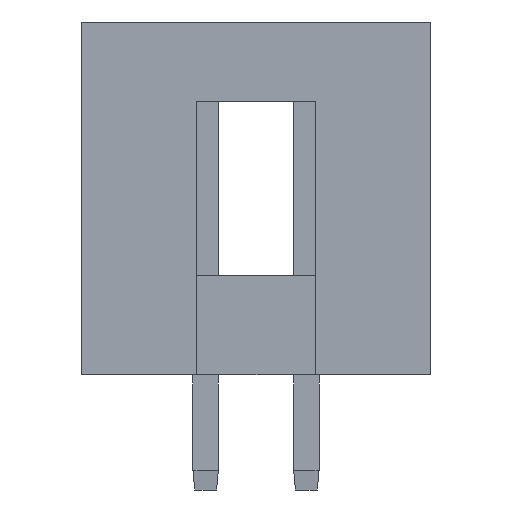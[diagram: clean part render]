
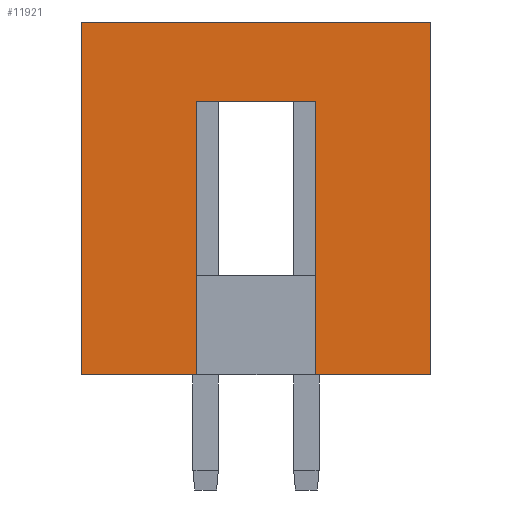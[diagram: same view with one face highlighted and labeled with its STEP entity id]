
A CAD part, left-side view. The second image highlights one B-rep face of the part: STEP entity #11921.
In plain terms, the highlighted planar face has unit normal (-1, 0, 0).
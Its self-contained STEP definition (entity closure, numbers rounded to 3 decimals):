
#553 = LINE ( 'NONE', #27273, #8398 ) ;
#791 = VERTEX_POINT ( 'NONE', #27754 ) ;
#993 = VERTEX_POINT ( 'NONE', #24260 ) ;
#2003 = CARTESIAN_POINT ( 'NONE',  ( -62.37, 4.67, 0. ) ) ;
#2280 = VECTOR ( 'NONE', #31797, 1000. ) ;
#2796 = LINE ( 'NONE', #33959, #13374 ) ;
#3388 = EDGE_CURVE ( 'NONE', #5565, #23765, #26700, .T. ) ;
#4294 = VERTEX_POINT ( 'NONE', #4309 ) ;
#4309 = CARTESIAN_POINT ( 'NONE',  ( -62.37, -4.13, 0. ) ) ;
#5565 = VERTEX_POINT ( 'NONE', #14767 ) ;
#6073 = ORIENTED_EDGE ( 'NONE', *, *, #33597, .F. ) ;
#6575 = DIRECTION ( 'NONE',  ( 0., 0., -1. ) ) ;
#7020 = LINE ( 'NONE', #37229, #22755 ) ;
#8398 = VECTOR ( 'NONE', #6575, 1000. ) ;
#8651 = ORIENTED_EDGE ( 'NONE', *, *, #20728, .F. ) ;
#8839 = DIRECTION ( 'NONE',  ( 0., 0., -1. ) ) ;
#9268 = VERTEX_POINT ( 'NONE', #2003 ) ;
#9471 = VECTOR ( 'NONE', #30660, 1000. ) ;
#10070 = CARTESIAN_POINT ( 'NONE',  ( -62.37, 4.67, 2.5 ) ) ;
#10142 = VECTOR ( 'NONE', #13381, 1000. ) ;
#11066 = CARTESIAN_POINT ( 'NONE',  ( -62.37, 4.67, 0. ) ) ;
#11921 = ADVANCED_FACE ( 'NONE', ( #31167 ), #36643, .F. ) ;
#12081 = CARTESIAN_POINT ( 'NONE',  ( -62.37, 1.77, 0. ) ) ;
#12991 = DIRECTION ( 'NONE',  ( 0., 0., -1. ) ) ;
#13374 = VECTOR ( 'NONE', #16174, 1000. ) ;
#13381 = DIRECTION ( 'NONE',  ( 0., 0., -1. ) ) ;
#14767 = CARTESIAN_POINT ( 'NONE',  ( -62.37, 1.77, 6.9 ) ) ;
#15893 = ORIENTED_EDGE ( 'NONE', *, *, #25293, .T. ) ;
#16174 = DIRECTION ( 'NONE',  ( 0., 0., -1. ) ) ;
#16333 = DIRECTION ( 'NONE',  ( 0., -1., 0. ) ) ;
#16654 = LINE ( 'NONE', #32306, #24551 ) ;
#16867 = EDGE_CURVE ( 'NONE', #33035, #4294, #25915, .T. ) ;
#17895 = VECTOR ( 'NONE', #8839, 1000. ) ;
#19964 = EDGE_CURVE ( 'NONE', #791, #5565, #33139, .T. ) ;
#20728 = EDGE_CURVE ( 'NONE', #993, #32189, #7020, .T. ) ;
#22755 = VECTOR ( 'NONE', #16333, 1000. ) ;
#23765 = VERTEX_POINT ( 'NONE', #12081 ) ;
#24260 = CARTESIAN_POINT ( 'NONE',  ( -62.37, 4.67, 8.9 ) ) ;
#24471 = ORIENTED_EDGE ( 'NONE', *, *, #16867, .T. ) ;
#24551 = VECTOR ( 'NONE', #29190, 1000. ) ;
#25293 = EDGE_CURVE ( 'NONE', #791, #33035, #553, .T. ) ;
#25645 = EDGE_CURVE ( 'NONE', #9268, #23765, #16654, .T. ) ;
#25915 = LINE ( 'NONE', #11066, #2280 ) ;
#26557 = AXIS2_PLACEMENT_3D ( 'NONE', #10070, #30803, #12991 ) ;
#26700 = LINE ( 'NONE', #35430, #17895 ) ;
#27273 = CARTESIAN_POINT ( 'NONE',  ( -62.37, -1.23, 6.9 ) ) ;
#27659 = CARTESIAN_POINT ( 'NONE',  ( -62.37, 1.77, 6.9 ) ) ;
#27754 = CARTESIAN_POINT ( 'NONE',  ( -62.37, -1.23, 6.9 ) ) ;
#28233 = CARTESIAN_POINT ( 'NONE',  ( -62.37, -4.13, 8.9 ) ) ;
#29190 = DIRECTION ( 'NONE',  ( 0., -1., 0. ) ) ;
#30660 = DIRECTION ( 'NONE',  ( 0., 1., 0. ) ) ;
#30803 = DIRECTION ( 'NONE',  ( 1., 0., 0. ) ) ;
#30964 = CARTESIAN_POINT ( 'NONE',  ( -62.37, -1.23, 0. ) ) ;
#31150 = CARTESIAN_POINT ( 'NONE',  ( -62.37, -4.13, 2.5 ) ) ;
#31167 = FACE_OUTER_BOUND ( 'NONE', #36762, .T. ) ;
#31265 = ORIENTED_EDGE ( 'NONE', *, *, #32937, .T. ) ;
#31797 = DIRECTION ( 'NONE',  ( 0., -1., 0. ) ) ;
#32189 = VERTEX_POINT ( 'NONE', #28233 ) ;
#32306 = CARTESIAN_POINT ( 'NONE',  ( -62.37, 4.67, 0. ) ) ;
#32865 = LINE ( 'NONE', #31150, #10142 ) ;
#32937 = EDGE_CURVE ( 'NONE', #993, #9268, #2796, .T. ) ;
#33035 = VERTEX_POINT ( 'NONE', #30964 ) ;
#33139 = LINE ( 'NONE', #27659, #9471 ) ;
#33256 = ORIENTED_EDGE ( 'NONE', *, *, #25645, .T. ) ;
#33597 = EDGE_CURVE ( 'NONE', #32189, #4294, #32865, .T. ) ;
#33959 = CARTESIAN_POINT ( 'NONE',  ( -62.37, 4.67, 2.5 ) ) ;
#34154 = ORIENTED_EDGE ( 'NONE', *, *, #3388, .F. ) ;
#35430 = CARTESIAN_POINT ( 'NONE',  ( -62.37, 1.77, 6.9 ) ) ;
#36352 = ORIENTED_EDGE ( 'NONE', *, *, #19964, .F. ) ;
#36643 = PLANE ( 'NONE',  #26557 ) ;
#36762 = EDGE_LOOP ( 'NONE', ( #36352, #15893, #24471, #6073, #8651, #31265, #33256, #34154 ) ) ;
#37229 = CARTESIAN_POINT ( 'NONE',  ( -62.37, 4.67, 8.9 ) ) ;
